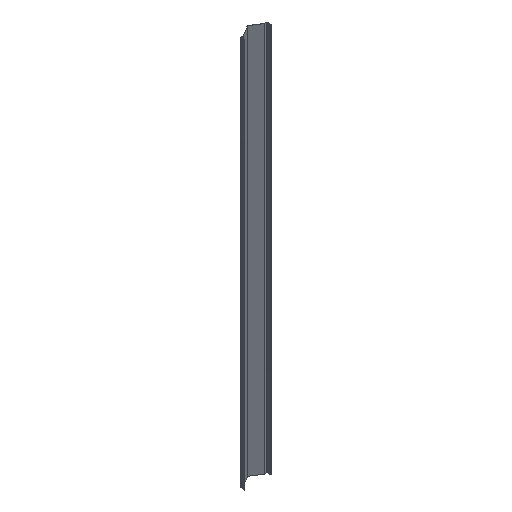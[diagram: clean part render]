
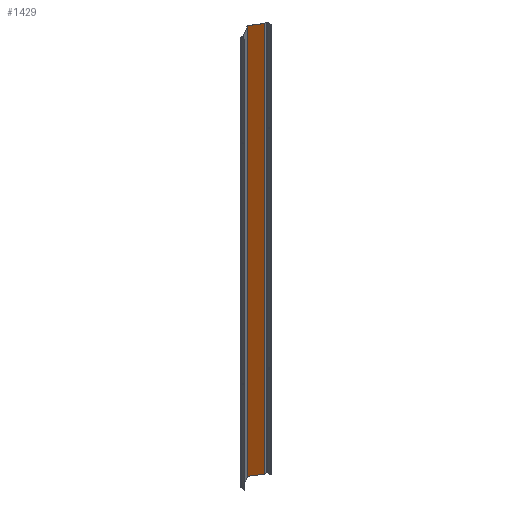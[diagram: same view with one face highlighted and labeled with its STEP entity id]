
A CAD part, isometric view. The second image highlights one B-rep face of the part: STEP entity #1429.
In plain terms, the highlighted planar face has unit normal (-0.526, -0.851, 0).
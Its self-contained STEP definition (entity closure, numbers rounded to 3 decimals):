
#29 = DIRECTION ( 'NONE',  ( 0., 0., -1. ) ) ;
#51 = CARTESIAN_POINT ( 'NONE',  ( 0.526, 78.851, -1500. ) ) ;
#52 = VERTEX_POINT ( 'NONE', #1088 ) ;
#114 = CARTESIAN_POINT ( 'NONE',  ( 80.733, 29.299, 1500. ) ) ;
#118 = EDGE_CURVE ( 'NONE', #250, #1181, #1390, .T. ) ;
#158 = VERTEX_POINT ( 'NONE', #51 ) ;
#250 = VERTEX_POINT ( 'NONE', #893 ) ;
#350 = DIRECTION ( 'NONE',  ( 0.851, -0.526, 0. ) ) ;
#357 = DIRECTION ( 'NONE',  ( 0., 0., -1. ) ) ;
#363 = LINE ( 'NONE', #776, #980 ) ;
#390 = EDGE_CURVE ( 'NONE', #158, #52, #363, .T. ) ;
#471 = VECTOR ( 'NONE', #357, 1000. ) ;
#483 = CARTESIAN_POINT ( 'NONE',  ( 0.526, 78.851, 1500. ) ) ;
#553 = CARTESIAN_POINT ( 'NONE',  ( 80.733, 29.299, 1500. ) ) ;
#568 = CARTESIAN_POINT ( 'NONE',  ( 80.974, 29.149, 1500. ) ) ;
#673 = LINE ( 'NONE', #483, #471 ) ;
#776 = CARTESIAN_POINT ( 'NONE',  ( 80.974, 29.149, -1500. ) ) ;
#782 = EDGE_CURVE ( 'NONE', #250, #158, #673, .T. ) ;
#804 = AXIS2_PLACEMENT_3D ( 'NONE', #568, #1388, #947 ) ;
#870 = EDGE_CURVE ( 'NONE', #1181, #52, #1318, .T. ) ;
#874 = FACE_OUTER_BOUND ( 'NONE', #1317, .T. ) ;
#893 = CARTESIAN_POINT ( 'NONE',  ( 0.526, 78.851, 1500. ) ) ;
#947 = DIRECTION ( 'NONE',  ( -0.851, 0.526, 0. ) ) ;
#976 = ORIENTED_EDGE ( 'NONE', *, *, #390, .T. ) ;
#980 = VECTOR ( 'NONE', #1122, 1000. ) ;
#1088 = CARTESIAN_POINT ( 'NONE',  ( 80.733, 29.299, -1500. ) ) ;
#1122 = DIRECTION ( 'NONE',  ( 0.851, -0.526, 0. ) ) ;
#1166 = ORIENTED_EDGE ( 'NONE', *, *, #118, .F. ) ;
#1181 = VERTEX_POINT ( 'NONE', #553 ) ;
#1243 = VECTOR ( 'NONE', #29, 1000. ) ;
#1317 = EDGE_LOOP ( 'NONE', ( #976, #1341, #1166, #1561 ) ) ;
#1318 = LINE ( 'NONE', #114, #1243 ) ;
#1341 = ORIENTED_EDGE ( 'NONE', *, *, #870, .F. ) ;
#1388 = DIRECTION ( 'NONE',  ( 0.526, 0.851, 0. ) ) ;
#1390 = LINE ( 'NONE', #1523, #1725 ) ;
#1406 = PLANE ( 'NONE',  #804 ) ;
#1429 = ADVANCED_FACE ( 'NONE', ( #874 ), #1406, .F. ) ;
#1523 = CARTESIAN_POINT ( 'NONE',  ( 80.974, 29.149, 1500. ) ) ;
#1561 = ORIENTED_EDGE ( 'NONE', *, *, #782, .T. ) ;
#1725 = VECTOR ( 'NONE', #350, 1000. ) ;
